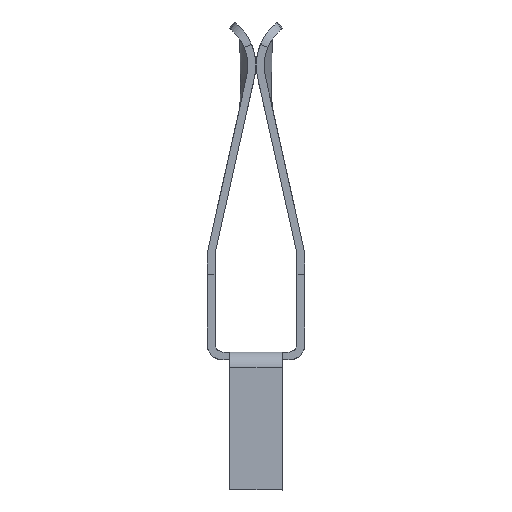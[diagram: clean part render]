
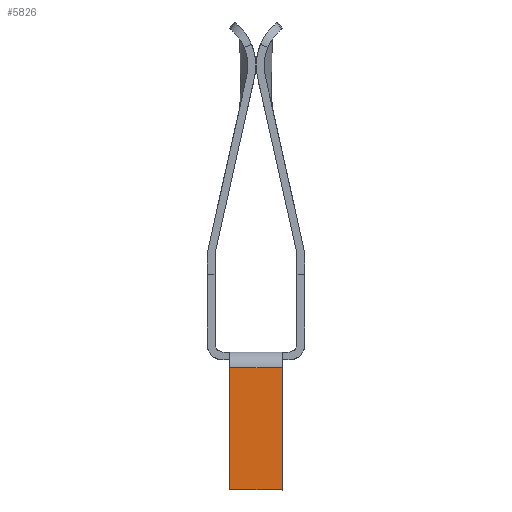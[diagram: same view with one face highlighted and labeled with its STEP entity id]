
A CAD part, left-side view. The second image highlights one B-rep face of the part: STEP entity #5826.
In plain terms, the highlighted planar face has unit normal (-1, 0, 0).
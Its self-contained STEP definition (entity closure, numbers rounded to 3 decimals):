
#126=PLANE('',#6204);
#392=FACE_OUTER_BOUND('',#748,.T.);
#748=EDGE_LOOP('',(#4530,#4531,#4532,#4533,#4534));
#1361=LINE('',#12330,#1927);
#1362=LINE('',#12333,#1928);
#1370=LINE('',#12363,#1936);
#1371=LINE('',#12365,#1937);
#1372=LINE('',#12366,#1938);
#1927=VECTOR('',#6977,10.);
#1928=VECTOR('',#6980,10.);
#1936=VECTOR('',#6994,10.);
#1937=VECTOR('',#6995,10.);
#1938=VECTOR('',#6996,10.);
#2845=VERTEX_POINT('',#12323);
#2848=VERTEX_POINT('',#12328);
#2849=VERTEX_POINT('',#12332);
#2856=VERTEX_POINT('',#12362);
#2857=VERTEX_POINT('',#12364);
#3469=EDGE_CURVE('',#2845,#2848,#1361,.T.);
#3470=EDGE_CURVE('',#2849,#2845,#1362,.T.);
#3481=EDGE_CURVE('',#2848,#2856,#1370,.T.);
#3482=EDGE_CURVE('',#2857,#2856,#1371,.T.);
#3483=EDGE_CURVE('',#2849,#2857,#1372,.T.);
#4530=ORIENTED_EDGE('',*,*,#3470,.T.);
#4531=ORIENTED_EDGE('',*,*,#3469,.T.);
#4532=ORIENTED_EDGE('',*,*,#3481,.T.);
#4533=ORIENTED_EDGE('',*,*,#3482,.F.);
#4534=ORIENTED_EDGE('',*,*,#3483,.F.);
#5826=ADVANCED_FACE('',(#392),#126,.T.);
#6204=AXIS2_PLACEMENT_3D('',#12361,#6992,#6993);
#6977=DIRECTION('',(0.,0.,-1.));
#6980=DIRECTION('',(0.,1.,0.));
#6992=DIRECTION('center_axis',(-1.,0.,0.));
#6993=DIRECTION('ref_axis',(0.,0.,1.));
#6994=DIRECTION('',(0.,-1.,0.));
#6995=DIRECTION('',(0.,1.,0.));
#6996=DIRECTION('',(0.,0.,-1.));
#12323=CARTESIAN_POINT('',(-17.47,0.5,-0.15));
#12328=CARTESIAN_POINT('',(-17.47,0.5,-2.48));
#12330=CARTESIAN_POINT('',(-17.47,0.5,0.695));
#12332=CARTESIAN_POINT('',(-17.47,-0.5,-0.15));
#12333=CARTESIAN_POINT('',(-17.47,0.,-0.15));
#12361=CARTESIAN_POINT('Origin',(-17.47,0.,
7.44));
#12362=CARTESIAN_POINT('',(-17.47,0.,-2.48));
#12363=CARTESIAN_POINT('',(-17.47,0.5,-2.48));
#12364=CARTESIAN_POINT('',(-17.47,-0.5,-2.48));
#12365=CARTESIAN_POINT('',(-17.47,-0.5,-2.48));
#12366=CARTESIAN_POINT('',(-17.47,-0.5,0.695));
